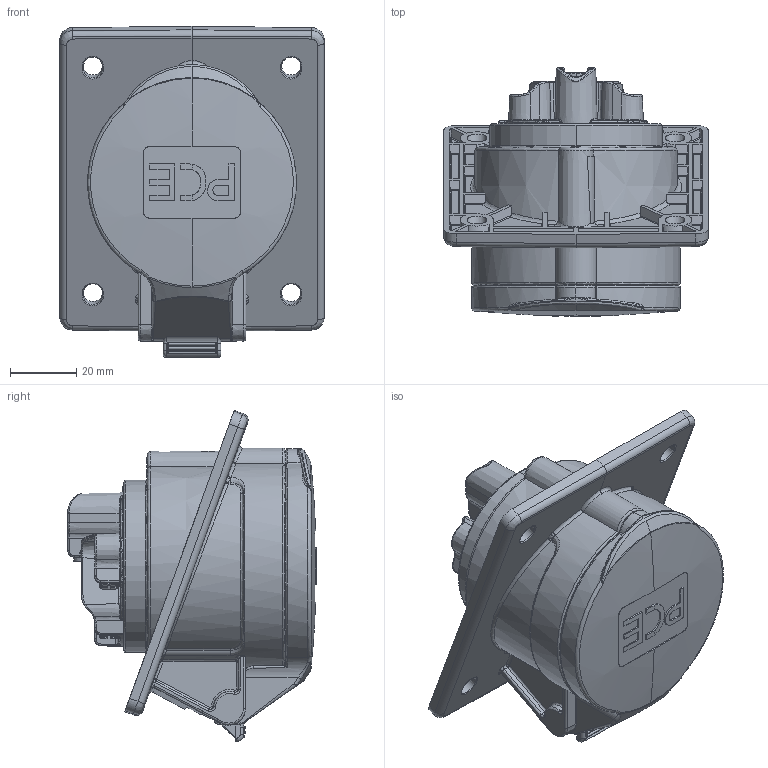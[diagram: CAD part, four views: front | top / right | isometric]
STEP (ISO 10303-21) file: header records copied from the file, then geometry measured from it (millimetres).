
FILE_DESCRIPTION (( 'STEP AP203' ), '1' );
FILE_NAME ('415-6.STEP', '2017-12-07T08:06:26', ( '' ), ( '' ), 'SwSTEP 2.0', 'SolidWorks 2016', '' );
FILE_SCHEMA (( 'CONFIG_CONTROL_DESIGN' ));
Length unit declared in the file: millimetre
Products named in the file (1): 415-6
Bounding box: 80 x 75.19 x 100.18 mm (x, y, z)
Volume: 204882.7 mm3; surface area: 39863.2 mm2
Topology: 1 solids, 2 shells, 2254 faces, 5791 edges, 3579 vertices
Faces by surface type: bspline 894, plane 726, cylinder 488, cone 146
Entity records: 106519 total; most frequent: CARTESIAN_POINT 61158, ORIENTED_EDGE 11458, DIRECTION 6227, EDGE_CURVE 5729, VERTEX_POINT 3579, B_SPLINE_CURVE_WITH_KNOTS 2816, EDGE_LOOP 2362, FACE_OUTER_BOUND 2254
